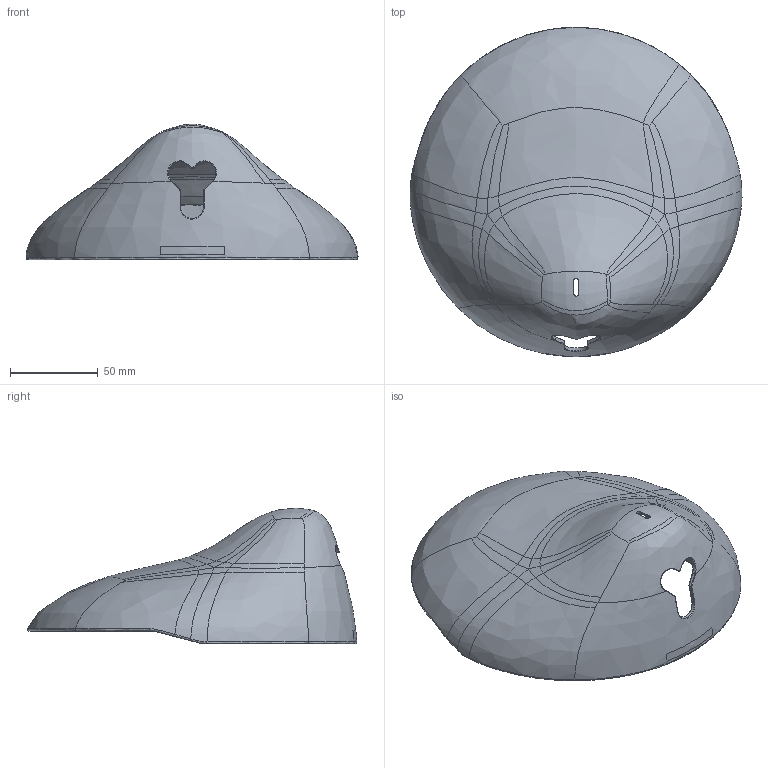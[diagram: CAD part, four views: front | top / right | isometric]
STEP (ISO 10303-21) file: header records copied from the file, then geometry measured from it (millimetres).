
FILE_DESCRIPTION((''),'2;1');
FILE_NAME('HEXA-HEADSHELL','2017-08-25T',('TQH'),(''),'CREO PARAMETRIC BY PTC INC, 2016260','CREO PARAMETRIC BY PTC INC, 2016260','');
FILE_SCHEMA(('CONFIG_CONTROL_DESIGN'));
Products named in the file (1): HEXA-HEADSHELL
Bounding box: 189.41 x 187.99 x 77.3 mm (x, y, z)
Volume: 88049.7 mm3; surface area: 98310.5 mm2
Topology: 1 solids, 1 shells, 342 faces, 887 edges, 556 vertices
Faces by surface type: bspline 204, cylinder 66, plane 42, torus 24, cone 6
Entity records: 36414 total; most frequent: CARTESIAN_POINT 29823, ORIENTED_EDGE 1774, EDGE_CURVE 887, DIRECTION 671, B_SPLINE_CURVE_WITH_KNOTS 620, VERTEX_POINT 556, EDGE_LOOP 355, FACE_OUTER_BOUND 342
